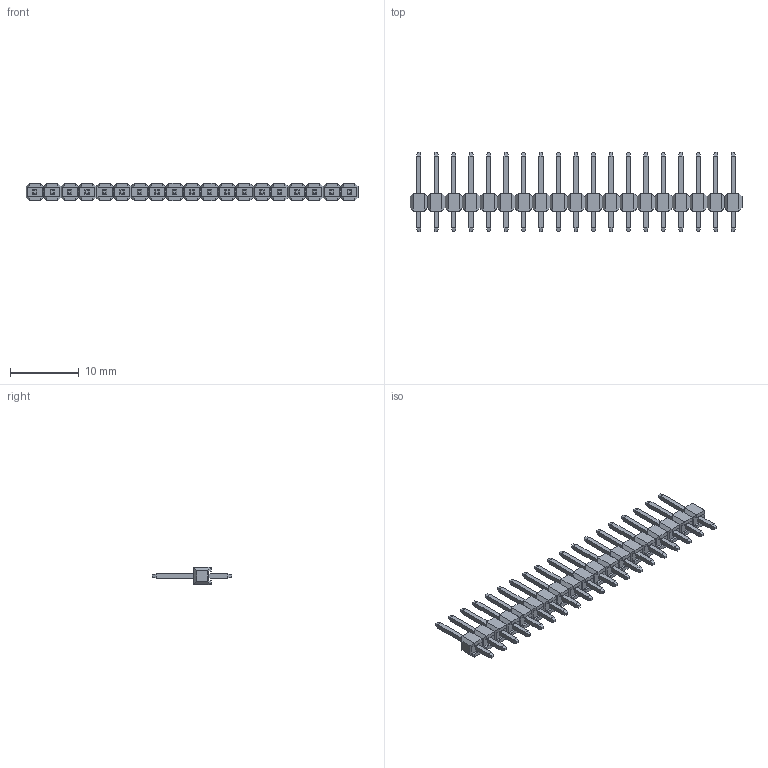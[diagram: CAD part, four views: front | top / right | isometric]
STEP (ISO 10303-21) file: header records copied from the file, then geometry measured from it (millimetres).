
FILE_DESCRIPTION (( 'STEP AP214' ), '1' );
FILE_NAME ('HEADER 1X19.STEP', '2013-11-27T09:43:06', ( '' ), ( '' ), 'SwSTEP 2.0', 'SolidWorks 2012', '' );
FILE_SCHEMA (( 'AUTOMOTIVE_DESIGN' ));
Length unit declared in the file: millimetre
Products named in the file (1): HEADER 1X19
Bounding box: 48.26 x 11.54 x 2.5 mm (x, y, z)
Volume: 325 mm3; surface area: 967.1 mm2
Topology: 1 solids, 1 shells, 648 faces, 1448 edges, 840 vertices
Faces by surface type: plane 648
Entity records: 24235 total; most frequent: CARTESIAN_POINT 2937, ORIENTED_EDGE 2896, DIRECTION 2746, LINE 1448, VECTOR 1448, EDGE_CURVE 1448, VERTEX_POINT 840, EDGE_LOOP 686
